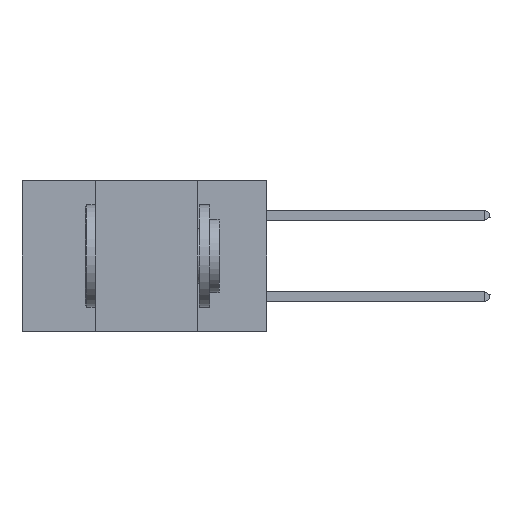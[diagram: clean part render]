
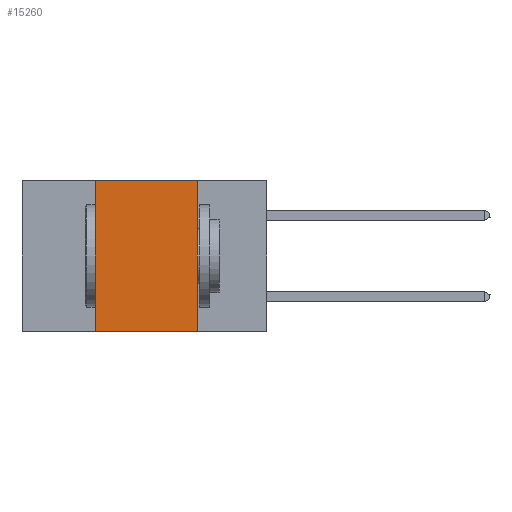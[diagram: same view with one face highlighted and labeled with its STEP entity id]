
A CAD part, left-side view. The second image highlights one B-rep face of the part: STEP entity #15260.
In plain terms, the highlighted planar face has unit normal (-1, 0, 0).
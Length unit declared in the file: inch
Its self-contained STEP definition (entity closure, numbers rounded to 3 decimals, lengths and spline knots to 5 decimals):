
#371 = AXIS2_PLACEMENT_3D ( 'NONE', #42968, #39628, #18918 ) ;
#1243 = VERTEX_POINT ( 'NONE', #15667 ) ;
#1964 = CARTESIAN_POINT ( 'NONE',  ( 0., 0.42, 0. ) ) ;
#3763 = VERTEX_POINT ( 'NONE', #15268 ) ;
#6262 = DIRECTION ( 'NONE',  ( 0., -1., 0. ) ) ;
#6418 = EDGE_CURVE ( 'NONE', #27987, #1243, #43769, .T. ) ;
#8253 = FACE_OUTER_BOUND ( 'NONE', #8345, .T. ) ;
#8345 = EDGE_LOOP ( 'NONE', ( #32648, #38604, #28525, #33219 ) ) ;
#10882 = CARTESIAN_POINT ( 'NONE',  ( 0., 0.6, -0.37 ) ) ;
#13245 = DIRECTION ( 'NONE',  ( 0., 0., -1. ) ) ;
#15260 = ADVANCED_FACE ( 'NONE', ( #8253 ), #18782, .F. ) ;
#15268 = CARTESIAN_POINT ( 'NONE',  ( 0., 0.17, 0. ) ) ;
#15667 = CARTESIAN_POINT ( 'NONE',  ( 0., 0.42, 0. ) ) ;
#16160 = VECTOR ( 'NONE', #43157, 39.37008 ) ;
#17653 = EDGE_CURVE ( 'NONE', #27987, #42837, #24309, .T. ) ;
#18782 = PLANE ( 'NONE',  #371 ) ;
#18918 = DIRECTION ( 'NONE',  ( 0., 0., -1. ) ) ;
#19383 = VECTOR ( 'NONE', #13245, 39.37008 ) ;
#19767 = CARTESIAN_POINT ( 'NONE',  ( 0., 0.17, -0.37 ) ) ;
#23750 = CARTESIAN_POINT ( 'NONE',  ( 0., 0.17, 0. ) ) ;
#24309 = LINE ( 'NONE', #10882, #42640 ) ;
#27987 = VERTEX_POINT ( 'NONE', #29623 ) ;
#28233 = EDGE_CURVE ( 'NONE', #3763, #42837, #30192, .T. ) ;
#28525 = ORIENTED_EDGE ( 'NONE', *, *, #6418, .F. ) ;
#28943 = LINE ( 'NONE', #31112, #34359 ) ;
#29623 = CARTESIAN_POINT ( 'NONE',  ( 0., 0.42, -0.37 ) ) ;
#30192 = LINE ( 'NONE', #23750, #19383 ) ;
#31112 = CARTESIAN_POINT ( 'NONE',  ( 0., 0.6, 0. ) ) ;
#31500 = DIRECTION ( 'NONE',  ( 0., -1., 0. ) ) ;
#32648 = ORIENTED_EDGE ( 'NONE', *, *, #28233, .F. ) ;
#33219 = ORIENTED_EDGE ( 'NONE', *, *, #17653, .T. ) ;
#34359 = VECTOR ( 'NONE', #6262, 39.37008 ) ;
#36723 = EDGE_CURVE ( 'NONE', #1243, #3763, #28943, .T. ) ;
#38604 = ORIENTED_EDGE ( 'NONE', *, *, #36723, .F. ) ;
#39628 = DIRECTION ( 'NONE',  ( 1., 0., 0. ) ) ;
#42640 = VECTOR ( 'NONE', #31500, 39.37008 ) ;
#42837 = VERTEX_POINT ( 'NONE', #19767 ) ;
#42968 = CARTESIAN_POINT ( 'NONE',  ( 0., 0.6, 0. ) ) ;
#43157 = DIRECTION ( 'NONE',  ( 0., 0., 1. ) ) ;
#43769 = LINE ( 'NONE', #1964, #16160 ) ;
